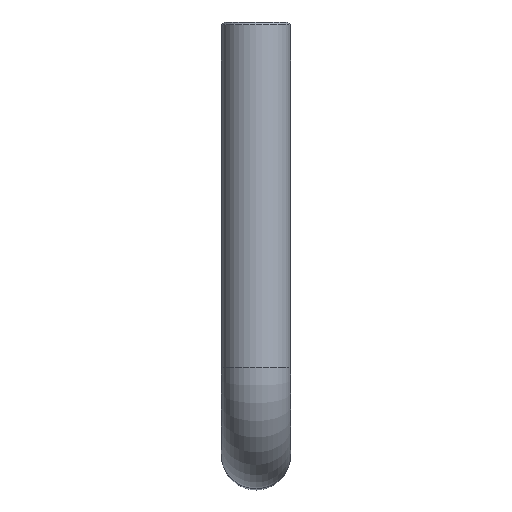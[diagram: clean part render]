
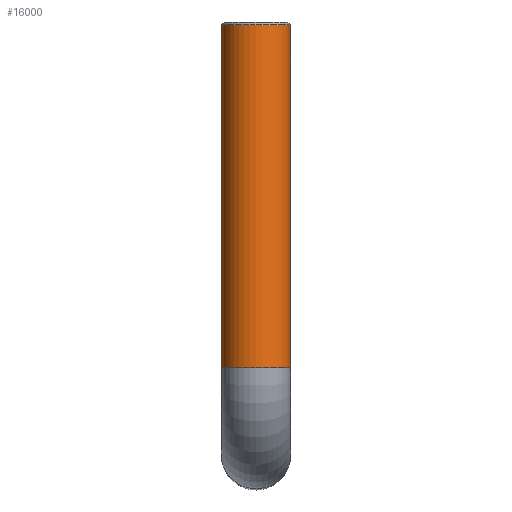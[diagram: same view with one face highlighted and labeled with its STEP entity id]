
A CAD part, top view. The second image highlights one B-rep face of the part: STEP entity #16000.
In plain terms, the highlighted cylindrical face has radius 6 mm (diameter 12 mm), a full revolution.
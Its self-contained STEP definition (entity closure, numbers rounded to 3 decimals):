
#68 = EDGE_CURVE ( 'NONE', #4638, #4638, #15921, .T. ) ;
#362 = DIRECTION ( 'NONE',  ( 0., 1., 0. ) ) ;
#919 = EDGE_CURVE ( 'NONE', #14780, #14780, #10780, .T. ) ;
#4177 = EDGE_LOOP ( 'NONE', ( #10381 ) ) ;
#4498 = FACE_OUTER_BOUND ( 'NONE', #4177, .T. ) ;
#4638 = VERTEX_POINT ( 'NONE', #7691 ) ;
#6708 = CARTESIAN_POINT ( 'NONE',  ( 0., 15., 150. ) ) ;
#6823 = CYLINDRICAL_SURFACE ( 'NONE', #15989, 6. ) ;
#7272 = DIRECTION ( 'NONE',  ( 0., -1., 0. ) ) ;
#7691 = CARTESIAN_POINT ( 'NONE',  ( 0., 74.5, 156. ) ) ;
#8037 = DIRECTION ( 'NONE',  ( 0., 1., 0. ) ) ;
#8566 = DIRECTION ( 'NONE',  ( 0., 0., 1. ) ) ;
#8853 = AXIS2_PLACEMENT_3D ( 'NONE', #10451, #362, #9273 ) ;
#9273 = DIRECTION ( 'NONE',  ( 1., 0., 0. ) ) ;
#9824 = EDGE_LOOP ( 'NONE', ( #15325 ) ) ;
#10381 = ORIENTED_EDGE ( 'NONE', *, *, #68, .T. ) ;
#10451 = CARTESIAN_POINT ( 'NONE',  ( 0., 15., 150. ) ) ;
#10780 = CIRCLE ( 'NONE', #8853, 6. ) ;
#11489 = CARTESIAN_POINT ( 'NONE',  ( 6., 15., 150. ) ) ;
#11887 = DIRECTION ( 'NONE',  ( 0., 0., 1. ) ) ;
#14780 = VERTEX_POINT ( 'NONE', #11489 ) ;
#14869 = CARTESIAN_POINT ( 'NONE',  ( 0., 74.5, 150. ) ) ;
#15325 = ORIENTED_EDGE ( 'NONE', *, *, #919, .T. ) ;
#15735 = AXIS2_PLACEMENT_3D ( 'NONE', #14869, #7272, #8566 ) ;
#15921 = CIRCLE ( 'NONE', #15735, 6. ) ;
#15989 = AXIS2_PLACEMENT_3D ( 'NONE', #6708, #8037, #11887 ) ;
#16000 = ADVANCED_FACE ( 'NONE', ( #4498, #16032 ), #6823, .T. ) ;
#16032 = FACE_OUTER_BOUND ( 'NONE', #9824, .T. ) ;
